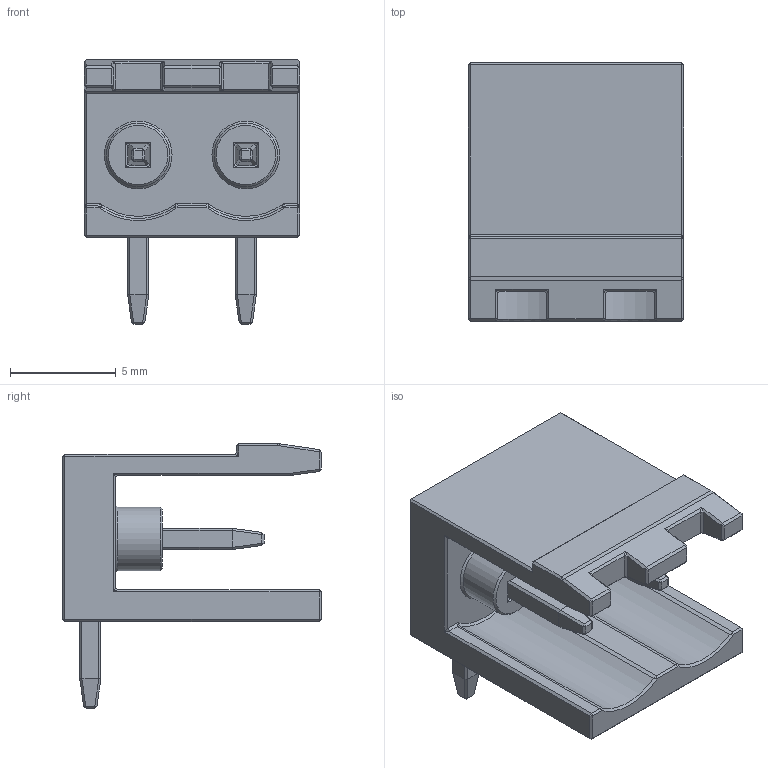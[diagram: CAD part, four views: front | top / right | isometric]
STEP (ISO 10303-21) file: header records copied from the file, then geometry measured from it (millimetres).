
FILE_DESCRIPTION(/* description */ (''),/* implementation_level */ '2;1');
FILE_NAME(/* name */ 'KF2EDGR_5.08mm_2P.step',/* time_stamp */ '2022-08-25T16:36:08+08:00',/* author */ (''),/* organization */ (''),/* preprocessor_version */ 'ST-DEVELOPER v19',/* originating_system */ 'Autodesk Translation Framework v11.7.0.108',/* authorisation */ '');
FILE_SCHEMA (('AUTOMOTIVE_DESIGN { 1 0 10303 214 3 1 1 }'));
Length unit declared in the file: millimetre
Products named in the file (3): KF2EDGR_5.08mm_2P; 零部件1; 零部件2
Assembly tree (2 placements, depth 2):
  KF2EDGR_5.08mm_2P
    零部件1
    零部件2
Bounding box: 10.16 x 12.2 x 12.5 mm (x, y, z)
Volume: 447.7 mm3; surface area: 891.7 mm2
Topology: 3 solids, 3 shells, 404 faces, 862 edges, 464 vertices
Faces by surface type: plane 350, cone 22, bspline 20, cylinder 10, sphere 2
Full cylindrical faces by diameter (mm): 3 x2
Entity records: 11054 total; most frequent: CARTESIAN_POINT 2541, ORIENTED_EDGE 1720, DIRECTION 1666, EDGE_CURVE 860, LINE 784, VECTOR 784, VERTEX_POINT 464, AXIS2_PLACEMENT_3D 441
